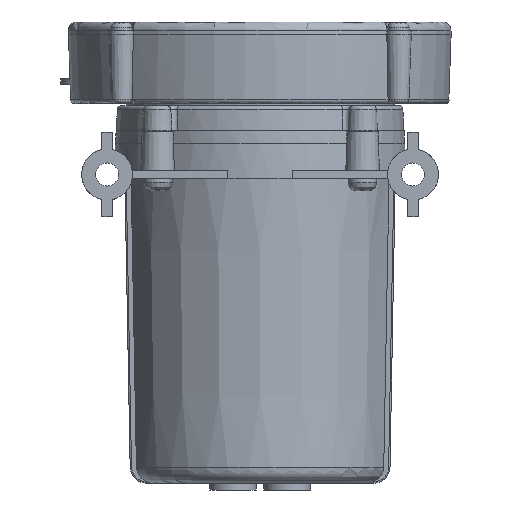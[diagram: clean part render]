
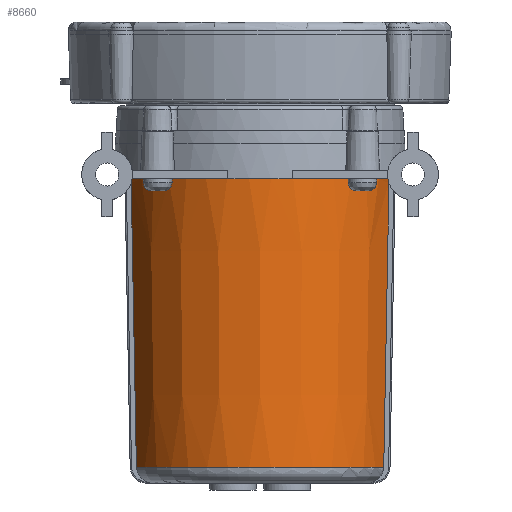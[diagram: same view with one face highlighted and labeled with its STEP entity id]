
A CAD part, front view. The second image highlights one B-rep face of the part: STEP entity #8660.
In plain terms, the highlighted conical face has half-angle 1 degrees and reference radius 25.4 mm.
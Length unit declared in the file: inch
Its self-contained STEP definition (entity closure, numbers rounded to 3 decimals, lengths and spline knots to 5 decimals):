
#1664=CARTESIAN_POINT('',(0.94008,-0.326,0.0));
#1665=VERTEX_POINT('',#1664);
#1672=CARTESIAN_POINT('',(0.94812,-0.3,-0.03122));
#1673=VERTEX_POINT('',#1672);
#1674=CARTESIAN_POINT('',(0.94812,-0.3,-0.03122));
#1675=CARTESIAN_POINT('',(0.94743,-0.3023,-0.02925));
#1676=CARTESIAN_POINT('',(0.94675,-0.30456,-0.0272));
#1677=CARTESIAN_POINT('',(0.94387,-0.31394,-0.01802));
#1678=CARTESIAN_POINT('',(0.94167,-0.3209,-0.00949));
#1679=CARTESIAN_POINT('',(0.94008,-0.326,0.));
#1680=B_SPLINE_CURVE_WITH_KNOTS('',3,(#1674,#1675,#1676,#1677,#1678,#1679),.UNSPECIFIED.,.F.,.U.,(4,2,4),(0.78883,0.81279,0.89122),.UNSPECIFIED.);
#1681=EDGE_CURVE('',#1673,#1665,#1680,.T.);
#2209=CARTESIAN_POINT('',(-0.94812,-0.3,-0.03122));
#2210=VERTEX_POINT('',#2209);
#2218=CARTESIAN_POINT('',(-0.94008,-0.326,0.0));
#2219=VERTEX_POINT('',#2218);
#2220=CARTESIAN_POINT('',(-0.94008,-0.326,0.));
#2221=CARTESIAN_POINT('',(-0.94167,-0.3209,-0.00949));
#2222=CARTESIAN_POINT('',(-0.94387,-0.31394,-0.01802));
#2223=CARTESIAN_POINT('',(-0.94675,-0.30456,-0.0272));
#2224=CARTESIAN_POINT('',(-0.94743,-0.3023,-0.02925));
#2225=CARTESIAN_POINT('',(-0.94812,-0.3,-0.03122));
#2226=B_SPLINE_CURVE_WITH_KNOTS('',3,(#2220,#2221,#2222,#2223,#2224,#2225),.UNSPECIFIED.,.F.,.U.,(4,2,4),(1.06931,1.14774,1.1717),.UNSPECIFIED.);
#2227=EDGE_CURVE('',#2219,#2210,#2226,.T.);
#4983=CARTESIAN_POINT('',(0.0,0.0,0.0));
#4984=DIRECTION('',(0.0,0.0,-1.0));
#4985=DIRECTION('',(-1.0,0.0,0.0));
#4986=AXIS2_PLACEMENT_3D('',#4983,#4984,#4985);
#4987=CIRCLE('',#4986,0.995);
#4988=EDGE_CURVE('',#1665,#2219,#4987,.T.);
#7855=CARTESIAN_POINT('',(-0.90977,-0.3,-2.12209));
#7856=VERTEX_POINT('',#7855);
#7868=CARTESIAN_POINT('',(-0.94812,-0.3,-0.03122));
#7869=CARTESIAN_POINT('',(-0.9351,-0.3,-0.74271));
#7870=CARTESIAN_POINT('',(-0.92232,-0.3,-1.4394));
#7871=CARTESIAN_POINT('',(-0.90977,-0.3,-2.12209));
#7872=B_SPLINE_CURVE_WITH_KNOTS('',3,(#7868,#7869,#7870,#7871),.UNSPECIFIED.,.F.,.U.,(4,4),(0.0776,5.38468),.UNSPECIFIED.);
#7873=EDGE_CURVE('',#2210,#7856,#7872,.T.);
#8614=CARTESIAN_POINT('',(0.90977,-0.3,-2.12209));
#8615=VERTEX_POINT('',#8614);
#8627=CARTESIAN_POINT('',(0.,0.0,-2.12209));
#8628=DIRECTION('',(0.0,0.0,-1.0));
#8629=DIRECTION('',(-0.094,-0.996,0.0));
#8630=AXIS2_PLACEMENT_3D('',#8627,#8628,#8629);
#8631=CIRCLE('',#8630,0.95796);
#8632=EDGE_CURVE('',#8615,#7856,#8631,.T.);
#8641=CARTESIAN_POINT('',(0.0,0.0,0.28645));
#8642=DIRECTION('',(0.0,0.0,1.0));
#8643=DIRECTION('',(-1.0,0.0,0.0));
#8644=AXIS2_PLACEMENT_3D('',#8641,#8642,#8643);
#8645=CONICAL_SURFACE('',#8644,1.0,1.0);
#8646=ORIENTED_EDGE('',*,*,#8632,.F.);
#8647=CARTESIAN_POINT('',(0.90977,-0.3,-2.12209));
#8648=CARTESIAN_POINT('',(0.92232,-0.3,-1.4394));
#8649=CARTESIAN_POINT('',(0.9351,-0.3,-0.74271));
#8650=CARTESIAN_POINT('',(0.94812,-0.3,-0.03122));
#8651=B_SPLINE_CURVE_WITH_KNOTS('',3,(#8647,#8648,#8649,#8650),.UNSPECIFIED.,.F.,.U.,(4,4),(0.30588,5.61295),.UNSPECIFIED.);
#8652=EDGE_CURVE('',#8615,#1673,#8651,.T.);
#8653=ORIENTED_EDGE('',*,*,#8652,.T.);
#8654=ORIENTED_EDGE('',*,*,#1681,.T.);
#8655=ORIENTED_EDGE('',*,*,#4988,.T.);
#8656=ORIENTED_EDGE('',*,*,#2227,.T.);
#8657=ORIENTED_EDGE('',*,*,#7873,.T.);
#8658=EDGE_LOOP('',(#8646,#8653,#8654,#8655,#8656,#8657));
#8659=FACE_OUTER_BOUND('',#8658,.T.);
#8660=ADVANCED_FACE('',(#8659),#8645,.T.);
